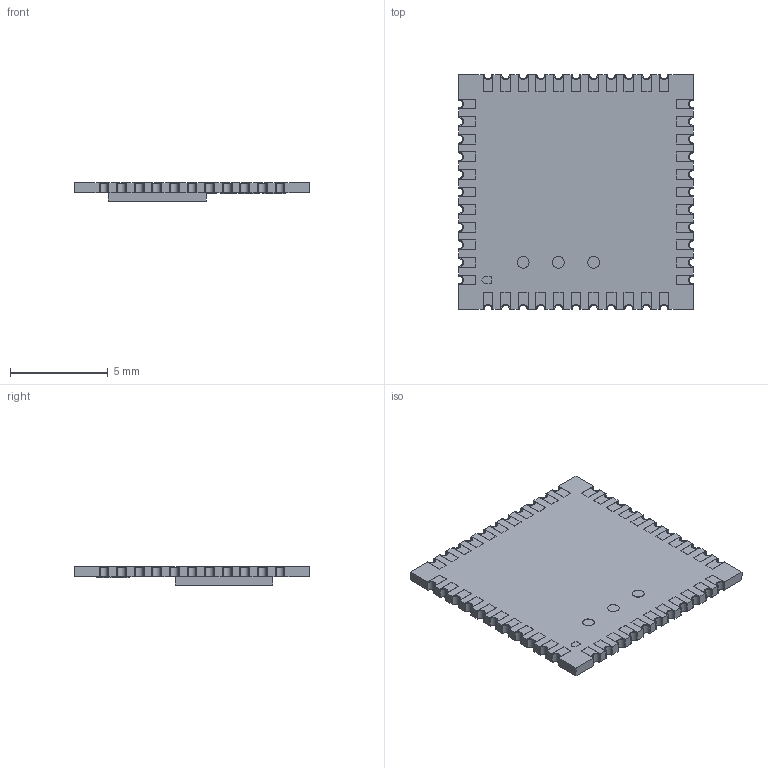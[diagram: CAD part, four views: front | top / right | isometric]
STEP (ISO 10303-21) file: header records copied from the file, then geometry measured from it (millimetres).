
FILE_DESCRIPTION(('FreeCAD Model'),'2;1');
FILE_NAME('Open CASCADE Shape Model','2024-01-01T10:07:18',('Author'),( ''),'Open CASCADE STEP processor 7.6','FreeCAD','Unknown');
FILE_SCHEMA(('AUTOMOTIVE_DESIGN { 1 0 10303 214 1 1 1 1 }'));
Length unit declared in the file: millimetre
Products named in the file (54): XR829MQ_1; ??6; ??007; ??008; ??009; ??010; ??011; ??012; QFN40_5X5_0.4_mod-1; XR829MQ-1; XR829MQ-002; XR829MQ-003; XR829MQ-004; XR829MQ-005; XR829MQ-006; XR829MQ-007; XR829MQ-008; XR829MQ-009; XR829MQ-010; XR829MQ-011; XR829MQ-012; XR829MQ-013; XR829MQ-014; XR829MQ-015; XR829MQ-016; XR829MQ-017; XR829MQ-018; XR829MQ-019; XR829MQ-020; XR829MQ-021; XR829MQ-022; XR829MQ-023; XR829MQ-024; XR829MQ-025; XR829MQ-026; XR829MQ-027; XR829MQ-028; XR829MQ-029; XR829MQ-030; XR829MQ-031 ...
Assembly tree (53 placements, depth 2):
  XR829MQ_1
    ??6
    ??007
    ??008
    ??009
    ??010
    ??011
    ??012
    QFN40_5X5_0.4_mod-1
    XR829MQ-1
    XR829MQ-002
    XR829MQ-003
    XR829MQ-004
    XR829MQ-005
    XR829MQ-006
    XR829MQ-007
    XR829MQ-008
    XR829MQ-009
    XR829MQ-010
    XR829MQ-011
    XR829MQ-012
    XR829MQ-013
    XR829MQ-014
    XR829MQ-015
    XR829MQ-016
    XR829MQ-017
    XR829MQ-018
    XR829MQ-019
    XR829MQ-020
    XR829MQ-021
    XR829MQ-022
    XR829MQ-023
    XR829MQ-024
    XR829MQ-025
    XR829MQ-026
    XR829MQ-027
    XR829MQ-028
    XR829MQ-029
    XR829MQ-030
    XR829MQ-031
    XR829MQ-032
    XR829MQ-033
    XR829MQ-034
    XR829MQ-035
    XR829MQ-036
    XR829MQ-037
    XR829MQ-038
    XR829MQ-039
    XR829MQ-040
    XR829MQ-041
    XR829MQ-042
    XR829MQ-043
    XR829MQ-044
    XR829MQ-045
Bounding box: 12 x 12 x 0.93 mm (x, y, z)
Volume: 86.3 mm3; surface area: 422.8 mm2
Topology: 53 solids, 54 shells, 1004 faces, 2583 edges, 1693 vertices
Faces by surface type: plane 724, cylinder 216, extrusion 63, sphere 1
Full cylindrical faces by diameter (mm): 0.2 x1, 0.6 x3
Entity records: 38378 total; most frequent: CARTESIAN_POINT 8062, ORIENTED_EDGE 5166, DIRECTION 4939, EDGE_CURVE 2583, VECTOR 2083, LINE 2020, VERTEX_POINT 1693, AXIS2_PLACEMENT_3D 1428
